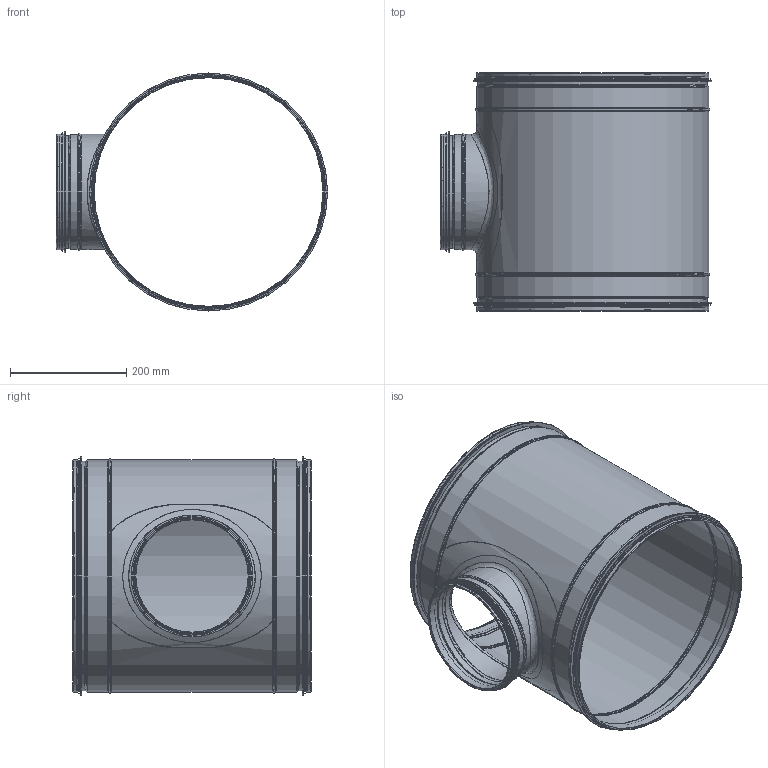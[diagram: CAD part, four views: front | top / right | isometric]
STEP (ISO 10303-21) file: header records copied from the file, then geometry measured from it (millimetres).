
FILE_DESCRIPTION((''),'2;1');
FILE_NAME('HTK_400-200.stp','2014-02-20T15:52:38',(''),(''),'Autodesk Inventor 2013','Autodesk Inventor 2013','');
FILE_SCHEMA(('AUTOMOTIVE_DESIGN { 1 2 10303 214 0 1 1 1 }'));
Length unit declared in the file: millimetre
Products named in the file (6): HTK_400-200; HTKRörämne_400-200; 999009; HPS_400-200; HPSRörämne_400-200; 999006
Assembly tree (6 placements, depth 3):
  HTK_400-200
    HTKRörämne_400-200
    999009  x2
    HPS_400-200
      HPSRörämne_400-200
      999006
Bounding box: 466.19 x 409.99 x 409.2 mm (x, y, z)
Volume: 400505.7 mm3; surface area: 1317243 mm2
Topology: 5 solids, 5 shells, 150 faces, 300 edges, 170 vertices
Faces by surface type: cylinder 51, torus 51, cone 24, plane 22, bspline 2
Full cylindrical faces by diameter (mm): 193.15 x1, 194.15 x1, 195.35 x1, 196.95 x1, 197.95 x6, 198.95 x1, 204.35 x1, 209.35 x1, 393 x2, 394 x2, 395.2 x2, 397.8 x11, 398.8 x5, 404.2 x2, 409.2 x2
Entity records: 3941 total; most frequent: CARTESIAN_POINT 1253, DIRECTION 542, ORIENTED_EDGE 332, AXIS2_PLACEMENT_3D 265, EDGE_LOOP 246, EDGE_CURVE 166, VERTEX_POINT 148, STYLED_ITEM 135
